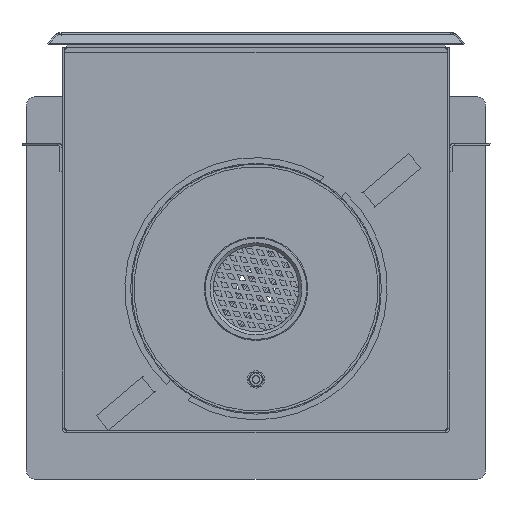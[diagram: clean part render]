
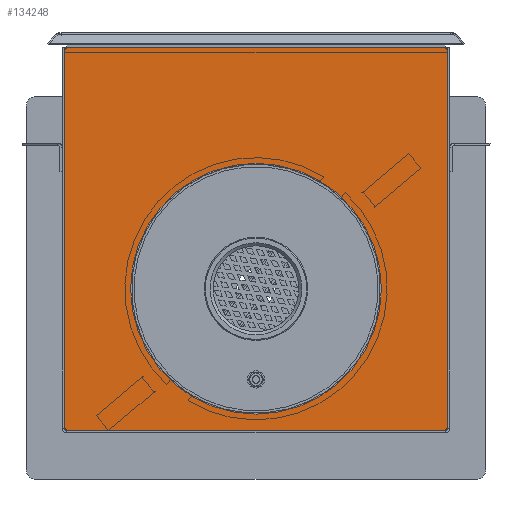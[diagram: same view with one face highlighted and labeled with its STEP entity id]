
A CAD part, front view. The second image highlights one B-rep face of the part: STEP entity #134248.
In plain terms, the highlighted planar face has unit normal (0, -1, 0).
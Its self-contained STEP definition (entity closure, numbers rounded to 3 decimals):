
#1581 = EDGE_CURVE ( 'NONE', #69475, #85820, #99602, .T. ) ;
#3870 = AXIS2_PLACEMENT_3D ( 'NONE', #111680, #90219, #87044 ) ;
#4223 = CARTESIAN_POINT ( 'NONE',  ( -98., -248.8, 201.2 ) ) ;
#5066 = VERTEX_POINT ( 'NONE', #99962 ) ;
#6187 = CARTESIAN_POINT ( 'NONE',  ( 0., -248.8, 75.2 ) ) ;
#9403 = VECTOR ( 'NONE', #93704, 1000. ) ;
#11659 = CARTESIAN_POINT ( 'NONE',  ( 100., -248.8, 199.2 ) ) ;
#12593 = DIRECTION ( 'NONE',  ( 0., -1., 0. ) ) ;
#14397 = CARTESIAN_POINT ( 'NONE',  ( -98., -248.8, 1.2 ) ) ;
#15079 = DIRECTION ( 'NONE',  ( -1., 0., 0. ) ) ;
#17929 = CARTESIAN_POINT ( 'NONE',  ( 98., -248.8, 201.2 ) ) ;
#21391 = LINE ( 'NONE', #34125, #129307 ) ;
#21569 = DIRECTION ( 'NONE',  ( -1., 0., 0. ) ) ;
#21937 = DIRECTION ( 'NONE',  ( 0., -1., 0. ) ) ;
#22547 = EDGE_CURVE ( 'NONE', #46381, #46381, #93804, .T. ) ;
#22713 = VERTEX_POINT ( 'NONE', #11659 ) ;
#23421 = DIRECTION ( 'NONE',  ( 0., -1., 0. ) ) ;
#23470 = DIRECTION ( 'NONE',  ( -1., 0., 0. ) ) ;
#25045 = CARTESIAN_POINT ( 'NONE',  ( 98., -248.8, 199.2 ) ) ;
#31563 = DIRECTION ( 'NONE',  ( 0., 1., 0. ) ) ;
#31947 = FACE_BOUND ( 'NONE', #91221, .T. ) ;
#32357 = DIRECTION ( 'NONE',  ( 1., 0., 0. ) ) ;
#33374 = LINE ( 'NONE', #54860, #9403 ) ;
#33843 = CARTESIAN_POINT ( 'NONE',  ( 100., -248.8, 3.2 ) ) ;
#34125 = CARTESIAN_POINT ( 'NONE',  ( -100., -248.8, 201.2 ) ) ;
#37609 = CIRCLE ( 'NONE', #106100, 2. ) ;
#46381 = VERTEX_POINT ( 'NONE', #59879 ) ;
#46894 = EDGE_CURVE ( 'NONE', #5066, #64758, #65082, .T. ) ;
#51533 = EDGE_LOOP ( 'NONE', ( #114139, #77422, #141566, #112615, #150432, #147236, #90803, #100066 ) ) ;
#52006 = CARTESIAN_POINT ( 'NONE',  ( -100., -248.8, 3.2 ) ) ;
#53599 = VERTEX_POINT ( 'NONE', #17929 ) ;
#54860 = CARTESIAN_POINT ( 'NONE',  ( 100., -248.8, 201.2 ) ) ;
#59879 = CARTESIAN_POINT ( 'NONE',  ( 65.5, -248.8, 75.2 ) ) ;
#61014 = DIRECTION ( 'NONE',  ( -1., 0., 0. ) ) ;
#64758 = VERTEX_POINT ( 'NONE', #14397 ) ;
#65082 = LINE ( 'NONE', #65853, #142189 ) ;
#65853 = CARTESIAN_POINT ( 'NONE',  ( -100., -248.8, 1.2 ) ) ;
#69188 = CARTESIAN_POINT ( 'NONE',  ( -100., -248.8, 201.2 ) ) ;
#69475 = VERTEX_POINT ( 'NONE', #52006 ) ;
#72667 = CARTESIAN_POINT ( 'NONE',  ( 98., -248.8, 3.2 ) ) ;
#77422 = ORIENTED_EDGE ( 'NONE', *, *, #137686, .T. ) ;
#81107 = AXIS2_PLACEMENT_3D ( 'NONE', #6187, #31563, #32357 ) ;
#85820 = VERTEX_POINT ( 'NONE', #127857 ) ;
#87044 = DIRECTION ( 'NONE',  ( -1., 0., 0. ) ) ;
#90219 = DIRECTION ( 'NONE',  ( 0., -1., 0. ) ) ;
#90343 = AXIS2_PLACEMENT_3D ( 'NONE', #121403, #12593, #61014 ) ;
#90803 = ORIENTED_EDGE ( 'NONE', *, *, #118773, .F. ) ;
#91221 = EDGE_LOOP ( 'NONE', ( #136122 ) ) ;
#93704 = DIRECTION ( 'NONE',  ( 0., 0., -1. ) ) ;
#93804 = CIRCLE ( 'NONE', #81107, 65.5 ) ;
#99602 = LINE ( 'NONE', #148087, #112452 ) ;
#99962 = CARTESIAN_POINT ( 'NONE',  ( 98., -248.8, 1.2 ) ) ;
#100066 = ORIENTED_EDGE ( 'NONE', *, *, #156264, .T. ) ;
#100925 = CIRCLE ( 'NONE', #126368, 2. ) ;
#103297 = VERTEX_POINT ( 'NONE', #4223 ) ;
#105230 = AXIS2_PLACEMENT_3D ( 'NONE', #69188, #117677, #21569 ) ;
#106100 = AXIS2_PLACEMENT_3D ( 'NONE', #25045, #21937, #23470 ) ;
#107163 = DIRECTION ( 'NONE',  ( 1., 0., 0. ) ) ;
#107327 = FACE_OUTER_BOUND ( 'NONE', #51533, .T. ) ;
#108158 = CIRCLE ( 'NONE', #90343, 2. ) ;
#111680 = CARTESIAN_POINT ( 'NONE',  ( -98., -248.8, 199.2 ) ) ;
#112452 = VECTOR ( 'NONE', #135413, 1000. ) ;
#112615 = ORIENTED_EDGE ( 'NONE', *, *, #140071, .T. ) ;
#114139 = ORIENTED_EDGE ( 'NONE', *, *, #144794, .F. ) ;
#117677 = DIRECTION ( 'NONE',  ( 0., -1., 0. ) ) ;
#117908 = CIRCLE ( 'NONE', #3870, 2. ) ;
#118773 = EDGE_CURVE ( 'NONE', #22713, #155149, #33374, .T. ) ;
#120577 = EDGE_CURVE ( 'NONE', #5066, #155149, #100925, .T. ) ;
#121149 = DIRECTION ( 'NONE',  ( -1., 0., 0. ) ) ;
#121403 = CARTESIAN_POINT ( 'NONE',  ( -98., -248.8, 3.2 ) ) ;
#126368 = AXIS2_PLACEMENT_3D ( 'NONE', #72667, #23421, #121149 ) ;
#127857 = CARTESIAN_POINT ( 'NONE',  ( -100., -248.8, 199.2 ) ) ;
#129307 = VECTOR ( 'NONE', #107163, 1000. ) ;
#134248 = ADVANCED_FACE ( 'NONE', ( #31947, #107327 ), #153494, .T. ) ;
#135413 = DIRECTION ( 'NONE',  ( 0., 0., 1. ) ) ;
#136122 = ORIENTED_EDGE ( 'NONE', *, *, #22547, .T. ) ;
#137686 = EDGE_CURVE ( 'NONE', #103297, #85820, #117908, .T. ) ;
#140071 = EDGE_CURVE ( 'NONE', #69475, #64758, #108158, .T. ) ;
#141566 = ORIENTED_EDGE ( 'NONE', *, *, #1581, .F. ) ;
#142189 = VECTOR ( 'NONE', #15079, 1000. ) ;
#144794 = EDGE_CURVE ( 'NONE', #103297, #53599, #21391, .T. ) ;
#147236 = ORIENTED_EDGE ( 'NONE', *, *, #120577, .T. ) ;
#148087 = CARTESIAN_POINT ( 'NONE',  ( -100., -248.8, 201.2 ) ) ;
#150432 = ORIENTED_EDGE ( 'NONE', *, *, #46894, .F. ) ;
#153494 = PLANE ( 'NONE',  #105230 ) ;
#155149 = VERTEX_POINT ( 'NONE', #33843 ) ;
#156264 = EDGE_CURVE ( 'NONE', #22713, #53599, #37609, .T. ) ;
